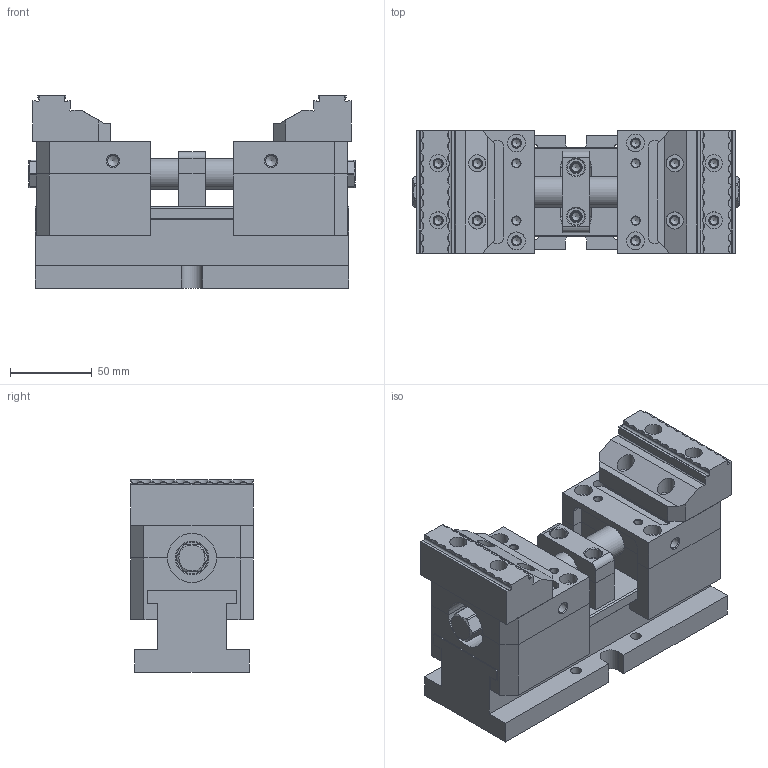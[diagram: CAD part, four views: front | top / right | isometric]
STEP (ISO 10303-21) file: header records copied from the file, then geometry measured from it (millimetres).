
FILE_DESCRIPTION(/* description */ (''),/* implementation_level */ '2;1');
FILE_NAME(/* name */ '24_75_Boca_Pos2_110_155.stp',/* time_stamp */ '2025-10-29T07:04:31+01:00',/* author */ (''),/* organization */ (''),/* preprocessor_version */ 'ST-DEVELOPER v20',/* originating_system */ 'SIEMENS PLM Software NX2406.8100',/* authorisation */ '');
FILE_SCHEMA (('AP203_CONFIGURATION_CONTROLLED_3D_DESIGN_OF_MECHANICAL_PARTS_AND_ASSEMBLIES_MIM_LF { 1 0 10303 403 2 1 2}'));
Length unit declared in the file: millimetre
Products named in the file (1): 24_75_Boca_Pos2_110_155_objects
Bounding box: 200 x 75 x 118.1 mm (x, y, z)
Volume: 1080919 mm3; surface area: 230344.5 mm2
Topology: 16 solids, 16 shells, 758 faces, 2052 edges, 1361 vertices
Faces by surface type: plane 433, cylinder 219, cone 102, bspline 2, torus 2
Full cylindrical faces by diameter (mm): 2.5 x4, 3.5 x4, 5 x24, 6.2 x16, 6.5 x8, 6.75 x4, 6.8 x4, 8 x8, 10.5 x10, 11 x8, 12 x4, 13.5 x1, 19 x2, 19.5 x2, 19.7 x2, 20 x2, 22 x2, 29 x2, 30 x2, 34 x2
Entity records: 22670 total; most frequent: CARTESIAN_POINT 4375, DIRECTION 3810, ORIENTED_EDGE 3412, EDGE_CURVE 1706, AXIS2_PLACEMENT_3D 1447, VERTEX_POINT 1268, EDGE_LOOP 1084, LINE 916
